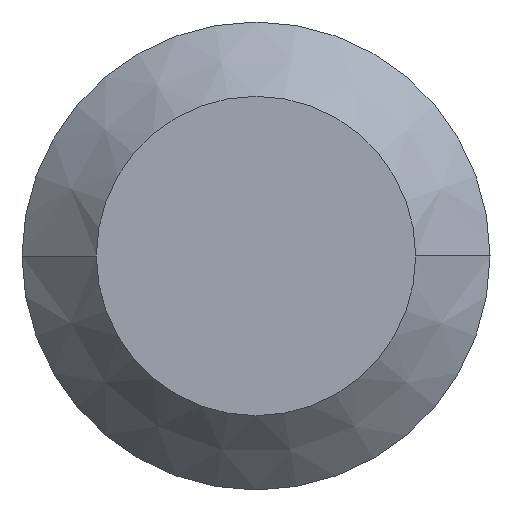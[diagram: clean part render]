
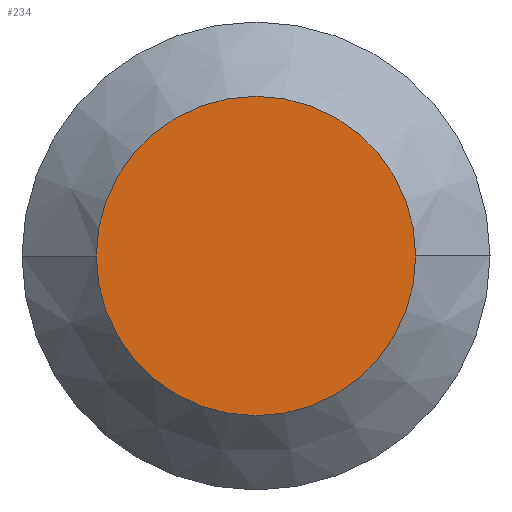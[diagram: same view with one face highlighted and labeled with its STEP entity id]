
A CAD part, left-side view. The second image highlights one B-rep face of the part: STEP entity #234.
In plain terms, the highlighted planar face has unit normal (-1, 0, 0).
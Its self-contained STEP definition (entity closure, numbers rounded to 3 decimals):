
#38 = VERTEX_POINT ( 'NONE', #417 ) ;
#45 = CIRCLE ( 'NONE', #200, 1.365 ) ;
#60 = DIRECTION ( 'NONE',  ( 1., 0., 0. ) ) ;
#64 = VERTEX_POINT ( 'NONE', #181 ) ;
#78 = FACE_OUTER_BOUND ( 'NONE', #285, .T. ) ;
#126 = CARTESIAN_POINT ( 'NONE',  ( 0., 0., 0. ) ) ;
#154 = PLANE ( 'NONE',  #358 ) ;
#156 = CARTESIAN_POINT ( 'NONE',  ( 0., 0., 0. ) ) ;
#177 = AXIS2_PLACEMENT_3D ( 'NONE', #298, #299, #295 ) ;
#181 = CARTESIAN_POINT ( 'NONE',  ( 0., 1.365, 0. ) ) ;
#191 = ORIENTED_EDGE ( 'NONE', *, *, #230, .F. ) ;
#198 = ORIENTED_EDGE ( 'NONE', *, *, #335, .F. ) ;
#200 = AXIS2_PLACEMENT_3D ( 'NONE', #126, #60, #390 ) ;
#223 = DIRECTION ( 'NONE',  ( -1., 0., 0. ) ) ;
#230 = EDGE_CURVE ( 'NONE', #64, #38, #45, .T. ) ;
#234 = ADVANCED_FACE ( 'NONE', ( #78 ), #154, .T. ) ;
#251 = DIRECTION ( 'NONE',  ( 0., -1., 0. ) ) ;
#285 = EDGE_LOOP ( 'NONE', ( #191, #198 ) ) ;
#295 = DIRECTION ( 'NONE',  ( 0., 1., 0. ) ) ;
#298 = CARTESIAN_POINT ( 'NONE',  ( 0., 0., 0. ) ) ;
#299 = DIRECTION ( 'NONE',  ( 1., 0., 0. ) ) ;
#311 = CIRCLE ( 'NONE', #177, 1.365 ) ;
#335 = EDGE_CURVE ( 'NONE', #38, #64, #311, .T. ) ;
#358 = AXIS2_PLACEMENT_3D ( 'NONE', #156, #223, #251 ) ;
#390 = DIRECTION ( 'NONE',  ( 0., 1., 0. ) ) ;
#417 = CARTESIAN_POINT ( 'NONE',  ( 0., -1.365, 0. ) ) ;
